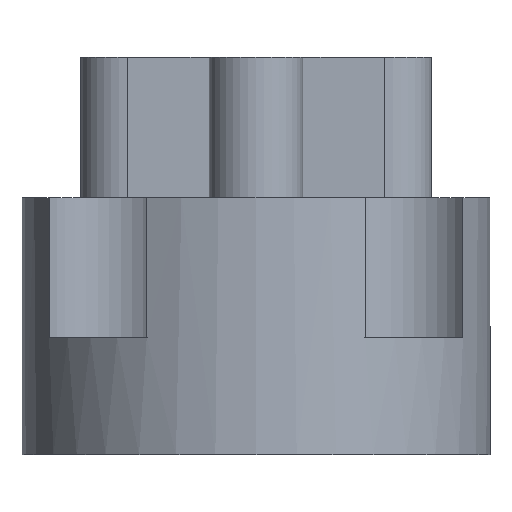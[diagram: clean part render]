
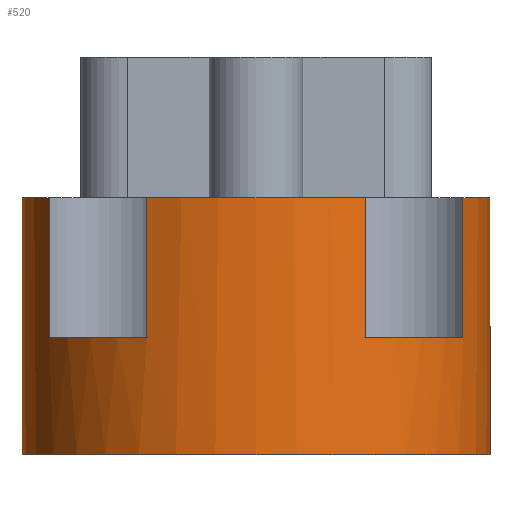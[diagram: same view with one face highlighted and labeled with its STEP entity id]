
A CAD part, front view. The second image highlights one B-rep face of the part: STEP entity #520.
In plain terms, the highlighted cylindrical face has radius 10 mm (diameter 20 mm), a full revolution.
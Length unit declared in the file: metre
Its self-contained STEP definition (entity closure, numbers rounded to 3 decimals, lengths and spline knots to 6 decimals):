
#20=LINE('',#830,#56);
#21=LINE('',#834,#57);
#22=LINE('',#835,#58);
#23=LINE('',#839,#59);
#24=LINE('',#840,#60);
#25=LINE('',#844,#61);
#26=LINE('',#845,#62);
#27=LINE('',#849,#63);
#56=VECTOR('',#671,1.);
#57=VECTOR('',#674,1.);
#58=VECTOR('',#675,1.);
#59=VECTOR('',#678,1.);
#60=VECTOR('',#679,1.);
#61=VECTOR('',#682,1.);
#62=VECTOR('',#683,1.);
#63=VECTOR('',#686,1.);
#95=CYLINDRICAL_SURFACE('',#578,0.01);
#124=ORIENTED_EDGE('',*,*,#263,.T.);
#125=ORIENTED_EDGE('',*,*,#249,.F.);
#126=ORIENTED_EDGE('',*,*,#264,.F.);
#127=ORIENTED_EDGE('',*,*,#265,.F.);
#128=ORIENTED_EDGE('',*,*,#266,.T.);
#129=ORIENTED_EDGE('',*,*,#252,.F.);
#130=ORIENTED_EDGE('',*,*,#267,.F.);
#131=ORIENTED_EDGE('',*,*,#268,.F.);
#132=ORIENTED_EDGE('',*,*,#269,.T.);
#133=ORIENTED_EDGE('',*,*,#255,.F.);
#134=ORIENTED_EDGE('',*,*,#270,.F.);
#135=ORIENTED_EDGE('',*,*,#271,.F.);
#136=ORIENTED_EDGE('',*,*,#272,.T.);
#137=ORIENTED_EDGE('',*,*,#258,.F.);
#138=ORIENTED_EDGE('',*,*,#273,.F.);
#139=ORIENTED_EDGE('',*,*,#274,.F.);
#140=ORIENTED_EDGE('',*,*,#275,.T.);
#249=EDGE_CURVE('',#320,#321,#371,.T.);
#252=EDGE_CURVE('',#323,#324,#374,.T.);
#255=EDGE_CURVE('',#326,#327,#377,.T.);
#258=EDGE_CURVE('',#329,#330,#380,.T.);
#263=EDGE_CURVE('',#334,#334,#385,.T.);
#264=EDGE_CURVE('',#335,#320,#20,.T.);
#265=EDGE_CURVE('',#336,#335,#386,.T.);
#266=EDGE_CURVE('',#336,#324,#21,.T.);
#267=EDGE_CURVE('',#337,#323,#22,.T.);
#268=EDGE_CURVE('',#338,#337,#387,.T.);
#269=EDGE_CURVE('',#338,#327,#23,.T.);
#270=EDGE_CURVE('',#339,#326,#24,.T.);
#271=EDGE_CURVE('',#340,#339,#388,.T.);
#272=EDGE_CURVE('',#340,#330,#25,.T.);
#273=EDGE_CURVE('',#341,#329,#26,.T.);
#274=EDGE_CURVE('',#342,#341,#389,.T.);
#275=EDGE_CURVE('',#342,#321,#27,.T.);
#320=VERTEX_POINT('',#794);
#321=VERTEX_POINT('',#795);
#323=VERTEX_POINT('',#801);
#324=VERTEX_POINT('',#802);
#326=VERTEX_POINT('',#808);
#327=VERTEX_POINT('',#809);
#329=VERTEX_POINT('',#815);
#330=VERTEX_POINT('',#816);
#334=VERTEX_POINT('',#829);
#335=VERTEX_POINT('',#831);
#336=VERTEX_POINT('',#833);
#337=VERTEX_POINT('',#836);
#338=VERTEX_POINT('',#838);
#339=VERTEX_POINT('',#841);
#340=VERTEX_POINT('',#843);
#341=VERTEX_POINT('',#846);
#342=VERTEX_POINT('',#848);
#371=CIRCLE('',#558,0.01);
#374=CIRCLE('',#562,0.01);
#377=CIRCLE('',#566,0.01);
#380=CIRCLE('',#570,0.01);
#385=CIRCLE('',#579,0.01);
#386=CIRCLE('',#580,0.01);
#387=CIRCLE('',#581,0.01);
#388=CIRCLE('',#582,0.01);
#389=CIRCLE('',#583,0.01);
#419=EDGE_LOOP('',(#124));
#420=EDGE_LOOP('',(#125,#126,#127,#128,#129,#130,#131,#132,#133,#134,#135,
#136,#137,#138,#139,#140));
#465=FACE_BOUND('',#419,.T.);
#466=FACE_BOUND('',#420,.T.);
#520=ADVANCED_FACE('',(#465,#466),#95,.T.);
#558=AXIS2_PLACEMENT_3D('',#793,#627,#628);
#562=AXIS2_PLACEMENT_3D('',#800,#635,#636);
#566=AXIS2_PLACEMENT_3D('',#807,#643,#644);
#570=AXIS2_PLACEMENT_3D('',#814,#651,#652);
#578=AXIS2_PLACEMENT_3D('',#827,#667,#668);
#579=AXIS2_PLACEMENT_3D('',#828,#669,#670);
#580=AXIS2_PLACEMENT_3D('',#832,#672,#673);
#581=AXIS2_PLACEMENT_3D('',#837,#676,#677);
#582=AXIS2_PLACEMENT_3D('',#842,#680,#681);
#583=AXIS2_PLACEMENT_3D('',#847,#684,#685);
#627=DIRECTION('',(0.,0.,1.));
#628=DIRECTION('',(1.,0.,0.));
#635=DIRECTION('',(0.,0.,1.));
#636=DIRECTION('',(1.,0.,0.));
#643=DIRECTION('',(0.,0.,1.));
#644=DIRECTION('',(1.,0.,0.));
#651=DIRECTION('',(0.,0.,1.));
#652=DIRECTION('',(1.,0.,0.));
#667=DIRECTION('',(0.,0.,1.));
#668=DIRECTION('',(1.,0.,0.));
#669=DIRECTION('',(0.,0.,1.));
#670=DIRECTION('',(1.,0.,0.));
#671=DIRECTION('',(0.,0.,-1.));
#672=DIRECTION('',(0.,0.,1.));
#673=DIRECTION('',(1.,0.,0.));
#674=DIRECTION('',(0.,0.,-1.));
#675=DIRECTION('',(0.,0.,-1.));
#676=DIRECTION('',(0.,0.,1.));
#677=DIRECTION('',(1.,0.,0.));
#678=DIRECTION('',(0.,0.,-1.));
#679=DIRECTION('',(0.,0.,-1.));
#680=DIRECTION('',(0.,0.,1.));
#681=DIRECTION('',(1.,0.,0.));
#682=DIRECTION('',(0.,0.,-1.));
#683=DIRECTION('',(0.,0.,-1.));
#684=DIRECTION('',(0.,0.,1.));
#685=DIRECTION('',(1.,0.,0.));
#686=DIRECTION('',(0.,0.,-1.));
#793=CARTESIAN_POINT('',(0.,0.,0.));
#794=CARTESIAN_POINT('',(0.008841,0.004672,0.));
#795=CARTESIAN_POINT('',(0.004672,0.008841,0.));
#800=CARTESIAN_POINT('',(0.,0.,0.));
#801=CARTESIAN_POINT('',(0.004672,-0.008841,0.));
#802=CARTESIAN_POINT('',(0.008841,-0.004672,0.));
#807=CARTESIAN_POINT('',(0.,0.,0.));
#808=CARTESIAN_POINT('',(-0.008841,-0.004672,0.));
#809=CARTESIAN_POINT('',(-0.004672,-0.008841,0.));
#814=CARTESIAN_POINT('',(0.,0.,0.));
#815=CARTESIAN_POINT('',(-0.004672,0.008841,0.));
#816=CARTESIAN_POINT('',(-0.008841,0.004672,0.));
#827=CARTESIAN_POINT('',(0.,0.,-0.005));
#828=CARTESIAN_POINT('',(0.,0.,-0.005));
#829=CARTESIAN_POINT('',(0.01,0.,-0.005));
#830=CARTESIAN_POINT('',(0.008841,0.004672,0.006));
#831=CARTESIAN_POINT('',(0.008841,0.004672,0.006));
#832=CARTESIAN_POINT('',(0.,0.,0.006));
#833=CARTESIAN_POINT('',(0.008841,-0.004672,0.006));
#834=CARTESIAN_POINT('',(0.008841,-0.004672,0.006));
#835=CARTESIAN_POINT('',(0.004672,-0.008841,0.006));
#836=CARTESIAN_POINT('',(0.004672,-0.008841,0.006));
#837=CARTESIAN_POINT('',(0.,0.,0.006));
#838=CARTESIAN_POINT('',(-0.004672,-0.008841,0.006));
#839=CARTESIAN_POINT('',(-0.004672,-0.008841,0.006));
#840=CARTESIAN_POINT('',(-0.008841,-0.004672,0.006));
#841=CARTESIAN_POINT('',(-0.008841,-0.004672,0.006));
#842=CARTESIAN_POINT('',(0.,0.,0.006));
#843=CARTESIAN_POINT('',(-0.008841,0.004672,0.006));
#844=CARTESIAN_POINT('',(-0.008841,0.004672,0.006));
#845=CARTESIAN_POINT('',(-0.004672,0.008841,0.006));
#846=CARTESIAN_POINT('',(-0.004672,0.008841,0.006));
#847=CARTESIAN_POINT('',(0.,0.,0.006));
#848=CARTESIAN_POINT('',(0.004672,0.008841,0.006));
#849=CARTESIAN_POINT('',(0.004672,0.008841,0.006));
